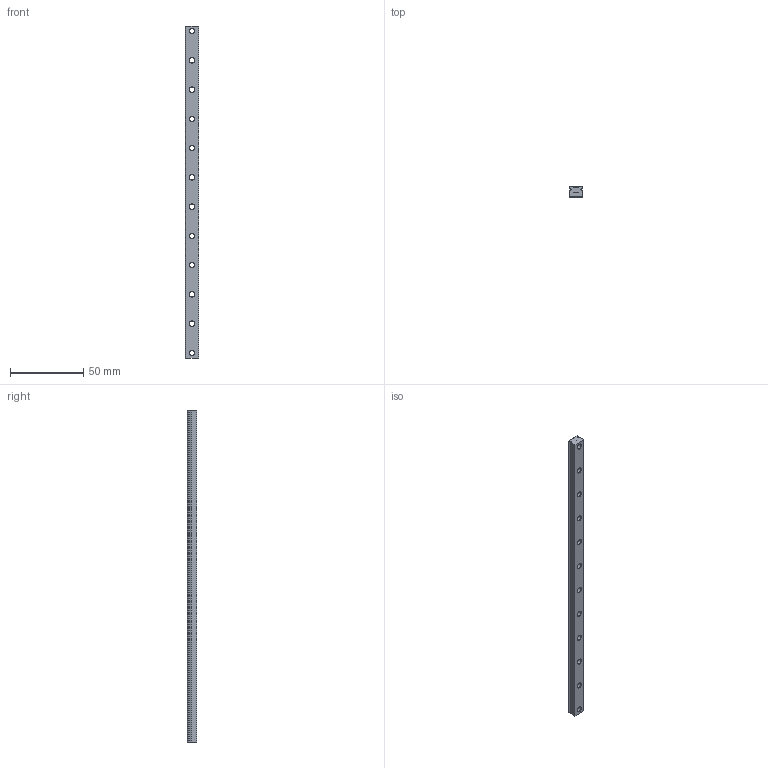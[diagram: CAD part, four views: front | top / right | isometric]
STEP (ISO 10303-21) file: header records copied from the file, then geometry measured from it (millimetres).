
FILE_DESCRIPTION(/* description */ (''),/* implementation_level */ '2;1');
FILE_NAME(/* name */ 'MGN9_RAIL_V2_1_2.step',/* time_stamp */ '2023-01-07T19:04:16+01:00',/* author */ (''),/* organization */ (''),/* preprocessor_version */ 'ST-DEVELOPER v19.2',/* originating_system */ 'Autodesk Translation Framework v11.17.0.187',/* authorisation */ '');
FILE_SCHEMA (('AUTOMOTIVE_DESIGN { 1 0 10303 214 3 1 1 }'));
Length unit declared in the file: millimetre
Products named in the file (1): MGN9_RAIL_V2_1_2
Bounding box: 9 x 6.5 x 227 mm (x, y, z)
Volume: 10992.6 mm3; surface area: 8825.2 mm2
Topology: 1 solids, 1 shells, 82 faces, 192 edges, 124 vertices
Faces by surface type: plane 30, cylinder 28, cone 24
Full cylindrical faces by diameter (mm): 3.5 x12, 6 x12
Entity records: 2460 total; most frequent: DIRECTION 450, CARTESIAN_POINT 399, ORIENTED_EDGE 384, EDGE_CURVE 192, AXIS2_PLACEMENT_3D 175, VERTEX_POINT 124, EDGE_LOOP 118, LINE 100
